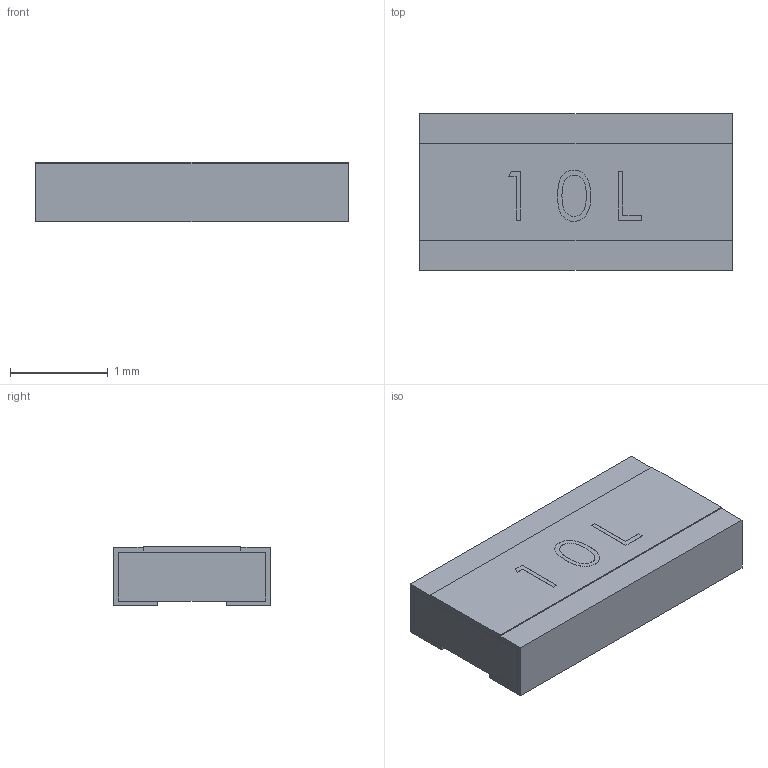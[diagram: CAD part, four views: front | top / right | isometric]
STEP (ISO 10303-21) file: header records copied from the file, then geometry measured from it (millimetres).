
FILE_DESCRIPTION(('FreeCAD Model'),'2;1');
FILE_NAME('User Library-wk732b.step', '2017-05-11T09:51:55',('kicad StepUp'),('ksu MCAD'), 'Open CASCADE STEP processor 6.8','FreeCAD','Unknown');
FILE_SCHEMA(('AUTOMOTIVE_DESIGN_CC2 { 1 2 10303 214 -1 1 5 4 }'));
Length unit declared in the file: millimetre
Products named in the file (2): ASSEMBLY; User_Library-wk732b
Assembly tree (1 placements, depth 2):
  ASSEMBLY
    User_Library-wk732b
Bounding box: 3.2 x 1.6 x 0.61 mm (x, y, z)
Volume: 3 mm3; surface area: 16.3 mm2
Topology: 1 solids, 1 shells, 55 faces, 143 edges, 94 vertices
Faces by surface type: plane 46, bspline 9
Entity records: 2784 total; most frequent: CARTESIAN_POINT 1079, ORIENTED_EDGE 286, DIRECTION 221, EDGE_CURVE 143, LINE 125, VECTOR 125, VERTEX_POINT 94, FACE_BOUND 59
